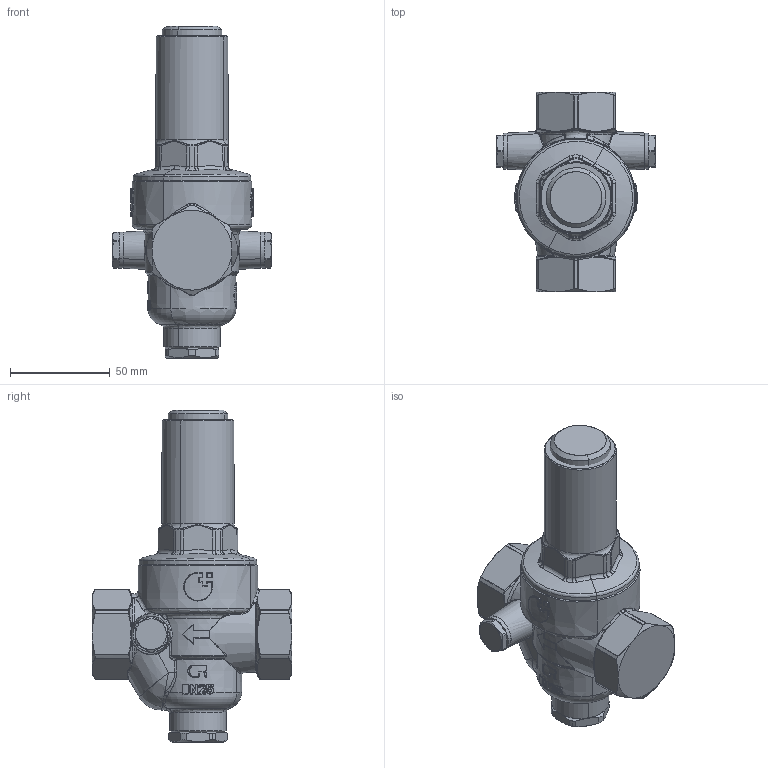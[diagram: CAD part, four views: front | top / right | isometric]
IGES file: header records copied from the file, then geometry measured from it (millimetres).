
Start section: START RECORD GO HERE.
Global section: file name: IGES_536265_-_TST.igs; native system: DASSAULT SYSTEMES CATIA Version 5-6 Release 2014 - www.3ds.com; preprocessor: V5-6R2014_5.24.5.0.02-24-2015.20.00; author: advantage; organization: CALEFFI; date: 20170926.090314; units: millimetre
Bounding box: 80 x 100 x 166.3 mm (x, y, z)
Surface area: 37657 mm2 (no closed solid volume)
Topology: 0 solids, 0 shells, 744 faces, 3536 edges, 3494 vertices
Faces by surface type: revolution 349, bspline 285, plane 110
